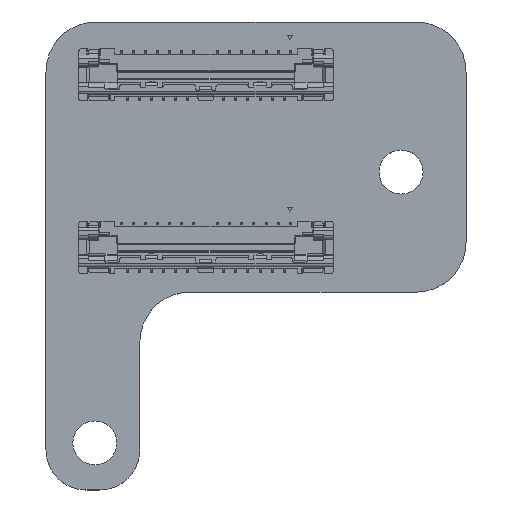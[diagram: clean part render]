
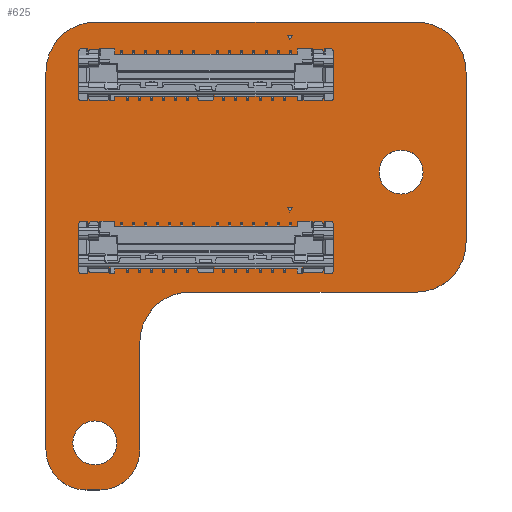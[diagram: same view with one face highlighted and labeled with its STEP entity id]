
A CAD part, top view. The second image highlights one B-rep face of the part: STEP entity #625.
In plain terms, the highlighted planar face has unit normal (0, 0, 1).
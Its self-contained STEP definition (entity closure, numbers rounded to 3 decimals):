
#156 = VERTEX_POINT('',#157);
#157 = CARTESIAN_POINT('',(-3.8,-19.924,0.986));
#163 = EDGE_CURVE('',#156,#164,#166,.T.);
#164 = VERTEX_POINT('',#165);
#165 = CARTESIAN_POINT('',(-1.8,-21.924,0.986));
#166 = CIRCLE('',#167,2.001);
#167 = AXIS2_PLACEMENT_3D('',#168,#169,#170);
#168 = CARTESIAN_POINT('',(-1.799,-19.923,0.986));
#169 = DIRECTION('',(0.,0.,1.));
#170 = DIRECTION('',(-1.,0.,0.));
#196 = EDGE_CURVE('',#164,#197,#199,.T.);
#197 = VERTEX_POINT('',#198);
#198 = CARTESIAN_POINT('',(-1.103,-21.924,0.986));
#199 = LINE('',#200,#201);
#200 = CARTESIAN_POINT('',(-1.8,-21.924,0.986));
#201 = VECTOR('',#202,1.);
#202 = DIRECTION('',(1.,0.,0.));
#227 = EDGE_CURVE('',#197,#228,#230,.T.);
#228 = VERTEX_POINT('',#229);
#229 = CARTESIAN_POINT('',(0.897,-19.924,0.986));
#230 = CIRCLE('',#231,2.001);
#231 = AXIS2_PLACEMENT_3D('',#232,#233,#234);
#232 = CARTESIAN_POINT('',(-1.104,-19.923,0.986));
#233 = DIRECTION('',(0.,0.,1.));
#234 = DIRECTION('',(0.,-1.,0.));
#260 = EDGE_CURVE('',#228,#261,#263,.T.);
#261 = VERTEX_POINT('',#262);
#262 = CARTESIAN_POINT('',(0.897,-14.535,0.986));
#263 = LINE('',#264,#265);
#264 = CARTESIAN_POINT('',(0.897,-19.924,0.986));
#265 = VECTOR('',#266,1.);
#266 = DIRECTION('',(0.,1.,0.));
#291 = EDGE_CURVE('',#261,#292,#294,.T.);
#292 = VERTEX_POINT('',#293);
#293 = CARTESIAN_POINT('',(3.397,-12.035,0.986));
#294 = CIRCLE('',#295,2.499);
#295 = AXIS2_PLACEMENT_3D('',#296,#297,#298);
#296 = CARTESIAN_POINT('',(3.396,-14.534,0.986));
#297 = DIRECTION('',(0.,0.,-1.));
#298 = DIRECTION('',(-1.,0.,-0.));
#324 = EDGE_CURVE('',#292,#325,#327,.T.);
#325 = VERTEX_POINT('',#326);
#326 = CARTESIAN_POINT('',(14.7,-12.035,0.986));
#327 = LINE('',#328,#329);
#328 = CARTESIAN_POINT('',(3.397,-12.035,0.986));
#329 = VECTOR('',#330,1.);
#330 = DIRECTION('',(1.,0.,0.));
#355 = EDGE_CURVE('',#325,#356,#358,.T.);
#356 = VERTEX_POINT('',#357);
#357 = CARTESIAN_POINT('',(17.2,-9.535,0.986));
#358 = CIRCLE('',#359,2.499);
#359 = AXIS2_PLACEMENT_3D('',#360,#361,#362);
#360 = CARTESIAN_POINT('',(14.701,-9.536,0.986));
#361 = DIRECTION('',(0.,0.,1.));
#362 = DIRECTION('',(0.,-1.,0.));
#388 = EDGE_CURVE('',#356,#389,#391,.T.);
#389 = VERTEX_POINT('',#390);
#390 = CARTESIAN_POINT('',(17.2,-1.035,0.986));
#391 = LINE('',#392,#393);
#392 = CARTESIAN_POINT('',(17.2,-9.535,0.986));
#393 = VECTOR('',#394,1.);
#394 = DIRECTION('',(0.,1.,0.));
#419 = EDGE_CURVE('',#389,#420,#422,.T.);
#420 = VERTEX_POINT('',#421);
#421 = CARTESIAN_POINT('',(14.7,1.465,0.986));
#422 = CIRCLE('',#423,2.501);
#423 = AXIS2_PLACEMENT_3D('',#424,#425,#426);
#424 = CARTESIAN_POINT('',(14.699,-1.036,0.986));
#425 = DIRECTION('',(0.,0.,1.));
#426 = DIRECTION('',(1.,0.,-0.));
#452 = EDGE_CURVE('',#420,#453,#455,.T.);
#453 = VERTEX_POINT('',#454);
#454 = CARTESIAN_POINT('',(-1.3,1.465,0.986));
#455 = LINE('',#456,#457);
#456 = CARTESIAN_POINT('',(14.7,1.465,0.986));
#457 = VECTOR('',#458,1.);
#458 = DIRECTION('',(-1.,0.,0.));
#483 = EDGE_CURVE('',#453,#484,#486,.T.);
#484 = VERTEX_POINT('',#485);
#485 = CARTESIAN_POINT('',(-3.8,-1.035,0.986));
#486 = CIRCLE('',#487,2.499);
#487 = AXIS2_PLACEMENT_3D('',#488,#489,#490);
#488 = CARTESIAN_POINT('',(-1.301,-1.034,0.986));
#489 = DIRECTION('',(0.,0.,1.));
#490 = DIRECTION('',(0.,1.,-0.));
#516 = EDGE_CURVE('',#484,#156,#517,.T.);
#517 = LINE('',#518,#519);
#518 = CARTESIAN_POINT('',(-3.8,-1.035,0.986));
#519 = VECTOR('',#520,1.);
#520 = DIRECTION('',(0.,-1.,0.));
#540 = VERTEX_POINT('',#541);
#541 = CARTESIAN_POINT('',(-0.253,-19.574,0.986));
#547 = EDGE_CURVE('',#540,#540,#548,.T.);
#548 = CIRCLE('',#549,1.1);
#549 = AXIS2_PLACEMENT_3D('',#550,#551,#552);
#550 = CARTESIAN_POINT('',(-1.353,-19.574,0.986));
#551 = DIRECTION('',(0.,0.,1.));
#552 = DIRECTION('',(1.,0.,-0.));
#573 = VERTEX_POINT('',#574);
#574 = CARTESIAN_POINT('',(15.05,-6.035,0.986));
#580 = EDGE_CURVE('',#573,#573,#581,.T.);
#581 = CIRCLE('',#582,1.1);
#582 = AXIS2_PLACEMENT_3D('',#583,#584,#585);
#583 = CARTESIAN_POINT('',(13.95,-6.035,0.986));
#584 = DIRECTION('',(0.,0.,1.));
#585 = DIRECTION('',(1.,0.,-0.));
#625 = ADVANCED_FACE('',(#626,#640,#643),#646,.T.);
#626 = FACE_BOUND('',#627,.T.);
#627 = EDGE_LOOP('',(#628,#629,#630,#631,#632,#633,#634,#635,#636,#637,
    #638,#639));
#628 = ORIENTED_EDGE('',*,*,#163,.T.);
#629 = ORIENTED_EDGE('',*,*,#196,.T.);
#630 = ORIENTED_EDGE('',*,*,#227,.T.);
#631 = ORIENTED_EDGE('',*,*,#260,.T.);
#632 = ORIENTED_EDGE('',*,*,#291,.T.);
#633 = ORIENTED_EDGE('',*,*,#324,.T.);
#634 = ORIENTED_EDGE('',*,*,#355,.T.);
#635 = ORIENTED_EDGE('',*,*,#388,.T.);
#636 = ORIENTED_EDGE('',*,*,#419,.T.);
#637 = ORIENTED_EDGE('',*,*,#452,.T.);
#638 = ORIENTED_EDGE('',*,*,#483,.T.);
#639 = ORIENTED_EDGE('',*,*,#516,.T.);
#640 = FACE_BOUND('',#641,.T.);
#641 = EDGE_LOOP('',(#642));
#642 = ORIENTED_EDGE('',*,*,#547,.F.);
#643 = FACE_BOUND('',#644,.T.);
#644 = EDGE_LOOP('',(#645));
#645 = ORIENTED_EDGE('',*,*,#580,.F.);
#646 = PLANE('',#647);
#647 = AXIS2_PLACEMENT_3D('',#648,#649,#650);
#648 = CARTESIAN_POINT('',(4.859,-8.295,0.986));
#649 = DIRECTION('',(0.,0.,1.));
#650 = DIRECTION('',(1.,0.,-0.));
